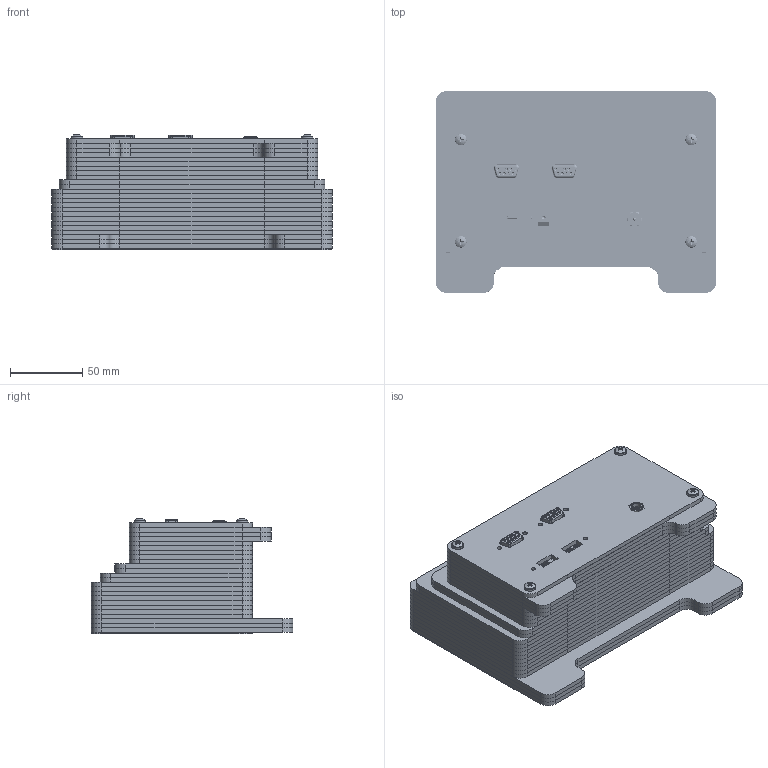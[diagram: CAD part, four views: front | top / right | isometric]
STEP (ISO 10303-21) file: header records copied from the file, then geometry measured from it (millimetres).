
FILE_DESCRIPTION(/* description */ (''),/* implementation_level */ '2;1');
FILE_NAME(/* name */ 'assembly.step',/* time_stamp */ '2016-06-02T07:01:59+01:00',/* author */ (''),/* organization */ (''),/* preprocessor_version */ 'ST-DEVELOPER v16.5',/* originating_system */ 'Autodesk Translation Framework v5.0.0.3310',/* authorisation */ '');
FILE_SCHEMA (('AUTOMOTIVE_DESIGN { 1 0 10303 214 3 1 1 }'));
Products named in the file (31): Assembly v14; RPI display v1; RPI display; RPI display pcb assembly; RPI display pcb; MicroUSB_1; User Library-c-292303-9-d-3d; QECN31 - Header male_QECN310005; QWBM25..; RaspberryPi2 STEP214; Mainboard2; GPIO; Processor; GPU; CameraAssembly; HDMI; RAM; Audio; MicroSDSocket; MicroSD; micro USB2; usb double; RJ45-LED; A_DB9 v1; dc_jack_163-mj21-ex v1; A_DB9 v1_1; H_F_Fr; H_F_Ba; I_F_Fr; Connector; M4 X 10mm Screw v1
Assembly tree (60 placements, depth 4):
  Assembly v14
    RPI display v1
      RPI display
      RPI display pcb assembly
        RPI display pcb
        MicroUSB_1
        User Library-c-292303-9-d-3d
        QECN31 - Header male_QECN310005
      QWBM25..  x4
      RaspberryPi2 STEP214
        Mainboard2
        GPIO
        Processor
        GPU
        CameraAssembly  x2
        HDMI
        RAM
        Audio
        MicroSDSocket
        MicroSD
        micro USB2
        usb double  x2
        RJ45-LED
    A_DB9 v1
      H_F_Fr
      I_F_Fr  x2
      H_F_Ba
      Connector  x9
    dc_jack_163-mj21-ex v1
    A_DB9 v1_1
      H_F_Fr
      I_F_Fr  x2
      H_F_Ba
      Connector  x9
    M4 X 10mm Screw v1  x4
Bounding box: 193.46 x 139.03 x 79.47 mm (x, y, z)
Volume: 617735.8 mm3; surface area: 612351.1 mm2
Topology: 106 solids, 132 shells, 7703 faces, 20985 edges, 13503 vertices
Faces by surface type: plane 5230, cylinder 1923, torus 241, bspline 235, cone 60, sphere 14
Full cylindrical faces by diameter (mm): 1 x1, 1.075 x18, 1.4 x36, 1.475 x18, 2 x1, 2.15 x4, 2.5 x8, 2.65 x4, 2.75 x4, 2.9 x2, 3 x8, 3.1 x12, 3.8 x1, 4 x4, 5.7 x1, 6 x1, 7.7 x3, 8 x4, 9 x1, 11 x1
Entity records: 198403 total; most frequent: CARTESIAN_POINT 41771, ORIENTED_EDGE 32757, DIRECTION 31316, EDGE_CURVE 16609, LINE 13176, VECTOR 13176, VERTEX_POINT 10711, AXIS2_PLACEMENT_3D 9070
